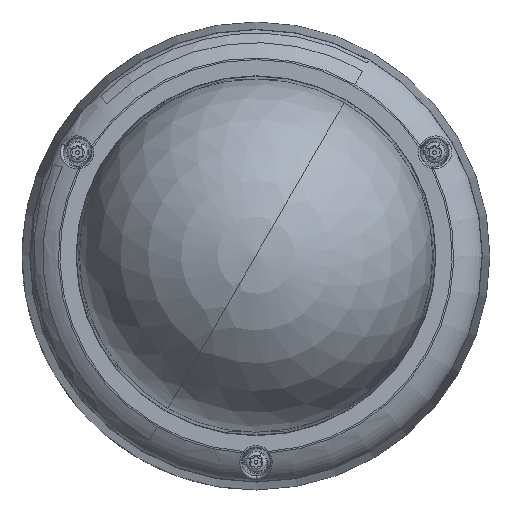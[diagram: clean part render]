
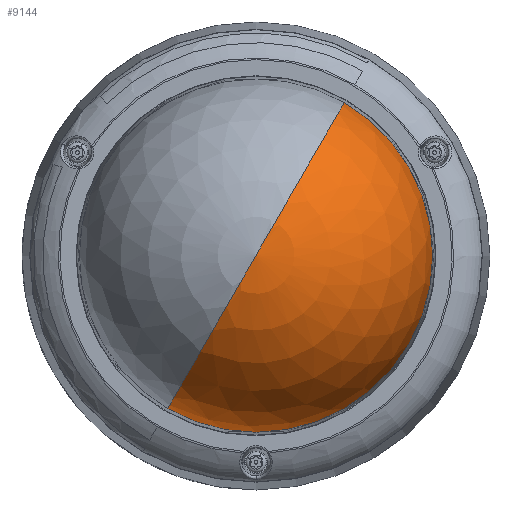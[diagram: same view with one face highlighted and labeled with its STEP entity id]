
A CAD part, top view. The second image highlights one B-rep face of the part: STEP entity #9144.
In plain terms, the highlighted spherical face has radius 46.8 mm.
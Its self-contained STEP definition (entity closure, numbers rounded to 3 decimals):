
#3188=CARTESIAN_POINT('',(0.,0.,66.));
#3189=DIRECTION('',(-0.866,0.5,0.));
#3190=DIRECTION('',(-0.5,-0.865,0.035));
#3191=AXIS2_PLACEMENT_3D('',#3188,#3189,#3190);
#3193=CARTESIAN_POINT('',(0.,0.,66.));
#3194=DIRECTION('',(0.866,-0.5,0.));
#3195=DIRECTION('',(0.5,0.865,0.035));
#3196=AXIS2_PLACEMENT_3D('',#3193,#3194,#3195);
#3198=CARTESIAN_POINT('',(0.,0.,
67.633));
#3199=DIRECTION('',(0.,0.,1.));
#3200=DIRECTION('',(-0.5,-0.866,0.));
#3201=AXIS2_PLACEMENT_3D('',#3198,#3199,#3200);
#4380=CARTESIAN_POINT('',(-23.386,-40.505,
67.633));
#4381=CARTESIAN_POINT('',(0.,0.,112.8));
#4382=VERTEX_POINT('',#4380);
#4383=VERTEX_POINT('',#4381);
#4384=CARTESIAN_POINT('',(23.386,40.505,67.633));
#4385=VERTEX_POINT('',#4384);
#9132=CARTESIAN_POINT('',(0.,0.,66.));
#9133=DIRECTION('',(0.,0.,-1.));
#9134=DIRECTION('',(0.5,0.866,0.));
#9135=AXIS2_PLACEMENT_3D('',#9132,#9133,#9134);
#9136=SPHERICAL_SURFACE('',#9135,46.8);
#9138=ORIENTED_EDGE('',*,*,#9137,.T.);
#9140=ORIENTED_EDGE('',*,*,#9139,.F.);
#9141=ORIENTED_EDGE('',*,*,#9114,.F.);
#9142=EDGE_LOOP('',(#9138,#9140,#9141));
#9143=FACE_OUTER_BOUND('',#9142,.F.);
#9144=ADVANCED_FACE('',(#9143),#9136,.T.);
#3192=CIRCLE('',#3191,46.8);
#3197=CIRCLE('',#3196,46.8);
#3202=CIRCLE('',#3201,46.771);
#9114=EDGE_CURVE('',#4382,#4385,#3202,.T.);
#9137=EDGE_CURVE('',#4382,#4383,#3192,.T.);
#9139=EDGE_CURVE('',#4385,#4383,#3197,.T.);
